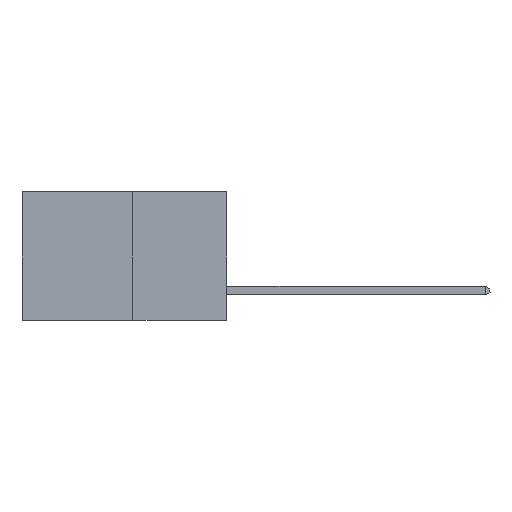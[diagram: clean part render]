
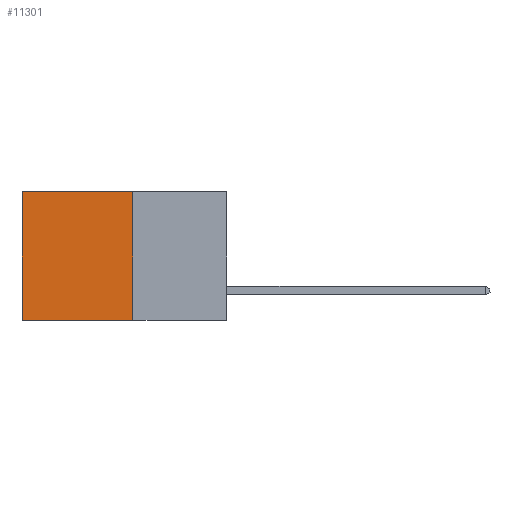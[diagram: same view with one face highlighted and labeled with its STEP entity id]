
A CAD part, left-side view. The second image highlights one B-rep face of the part: STEP entity #11301.
In plain terms, the highlighted planar face has unit normal (-1, 0, 0).
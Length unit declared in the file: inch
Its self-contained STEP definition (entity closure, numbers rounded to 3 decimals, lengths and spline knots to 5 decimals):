
#98 = EDGE_CURVE ( 'NONE', #7681, #8730, #23690, .T. ) ;
#1195 = ORIENTED_EDGE ( 'NONE', *, *, #98, .T. ) ;
#2498 = DIRECTION ( 'NONE',  ( 1., 0., 0. ) ) ;
#3152 = CARTESIAN_POINT ( 'NONE',  ( 0.277, 0.27, 0. ) ) ;
#3399 = EDGE_CURVE ( 'NONE', #26824, #14120, #28786, .T. ) ;
#3540 = VECTOR ( 'NONE', #24624, 39.37008 ) ;
#3951 = AXIS2_PLACEMENT_3D ( 'NONE', #28589, #2498, #19256 ) ;
#4003 = EDGE_CURVE ( 'NONE', #8730, #14120, #11113, .T. ) ;
#4634 = VECTOR ( 'NONE', #12536, 39.37008 ) ;
#4682 = VECTOR ( 'NONE', #10913, 39.37008 ) ;
#6900 = ORIENTED_EDGE ( 'NONE', *, *, #4003, .T. ) ;
#7116 = CARTESIAN_POINT ( 'NONE',  ( 0.277, 0.27, -0.37 ) ) ;
#7681 = VERTEX_POINT ( 'NONE', #3152 ) ;
#8247 = EDGE_CURVE ( 'NONE', #7681, #26824, #18307, .T. ) ;
#8443 = ORIENTED_EDGE ( 'NONE', *, *, #8247, .F. ) ;
#8730 = VERTEX_POINT ( 'NONE', #11892 ) ;
#10117 = CARTESIAN_POINT ( 'NONE',  ( 0.277, 0.59, -0.37 ) ) ;
#10208 = CARTESIAN_POINT ( 'NONE',  ( 0.277, 0.27, -0.37 ) ) ;
#10913 = DIRECTION ( 'NONE',  ( 0., 1., 0. ) ) ;
#11113 = LINE ( 'NONE', #10117, #4634 ) ;
#11182 = CARTESIAN_POINT ( 'NONE',  ( 0.277, 0.59, -0.37 ) ) ;
#11301 = ADVANCED_FACE ( 'NONE', ( #25123 ), #16870, .F. ) ;
#11892 = CARTESIAN_POINT ( 'NONE',  ( 0.277, 0.59, 0. ) ) ;
#12301 = ORIENTED_EDGE ( 'NONE', *, *, #3399, .F. ) ;
#12536 = DIRECTION ( 'NONE',  ( 0., 0., -1. ) ) ;
#14120 = VERTEX_POINT ( 'NONE', #11182 ) ;
#14953 = CARTESIAN_POINT ( 'NONE',  ( 0.277, 0.27, 0. ) ) ;
#16870 = PLANE ( 'NONE',  #3951 ) ;
#18307 = LINE ( 'NONE', #10208, #24570 ) ;
#19256 = DIRECTION ( 'NONE',  ( 0., 0., -1. ) ) ;
#23064 = CARTESIAN_POINT ( 'NONE',  ( 0.277, 0.27, -0.37 ) ) ;
#23690 = LINE ( 'NONE', #14953, #4682 ) ;
#23805 = EDGE_LOOP ( 'NONE', ( #6900, #12301, #8443, #1195 ) ) ;
#24570 = VECTOR ( 'NONE', #26770, 39.37008 ) ;
#24624 = DIRECTION ( 'NONE',  ( 0., 1., 0. ) ) ;
#25123 = FACE_OUTER_BOUND ( 'NONE', #23805, .T. ) ;
#26770 = DIRECTION ( 'NONE',  ( 0., 0., -1. ) ) ;
#26824 = VERTEX_POINT ( 'NONE', #23064 ) ;
#28589 = CARTESIAN_POINT ( 'NONE',  ( 0.277, 0.27, -0.37 ) ) ;
#28786 = LINE ( 'NONE', #7116, #3540 ) ;
